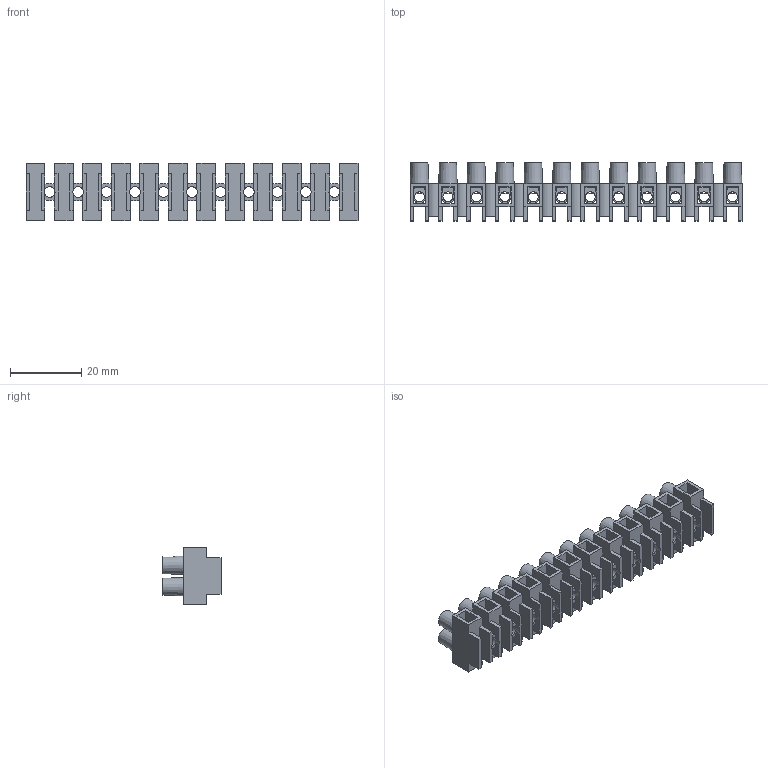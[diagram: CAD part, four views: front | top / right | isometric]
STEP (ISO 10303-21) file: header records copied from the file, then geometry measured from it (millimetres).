
FILE_DESCRIPTION((''),'2;1');
FILE_NAME('HE1H WPR-12P-3D.stp','2011-09-23T11:41:38',('Raimo'),(''),'Autodesk Inventor 2012','Autodesk Inventor 2012','');
FILE_SCHEMA(('AUTOMOTIVE_DESIGN { 1 0 10303 214 1 1 1 1 }'));
Length unit declared in the file: millimetre
Products named in the file (4): HE1H WPR-12P-3D; hus1h; INL1WPR; SKR-skalle
Assembly tree (37 placements, depth 2):
  HE1H WPR-12P-3D
    hus1h
    INL1WPR  x12
    SKR-skalle  x24
Bounding box: 93.3 x 16.3 x 16.2 mm (x, y, z)
Volume: 7162 mm3; surface area: 19360.7 mm2
Topology: 49 solids, 49 shells, 822 faces, 2133 edges, 1422 vertices
Faces by surface type: plane 525, cylinder 177, torus 72, cone 48
Full cylindrical faces by diameter (mm): 2 x24, 2.49 x24, 2.8 x12, 3 x11, 3.5 x24, 3.8 x24
Entity records: 13141 total; most frequent: CARTESIAN_POINT 2419, DIRECTION 2146, ORIENTED_EDGE 2050, EDGE_CURVE 1025, VECTOR 778, LINE 778, VERTEX_POINT 731, AXIS2_PLACEMENT_3D 684
